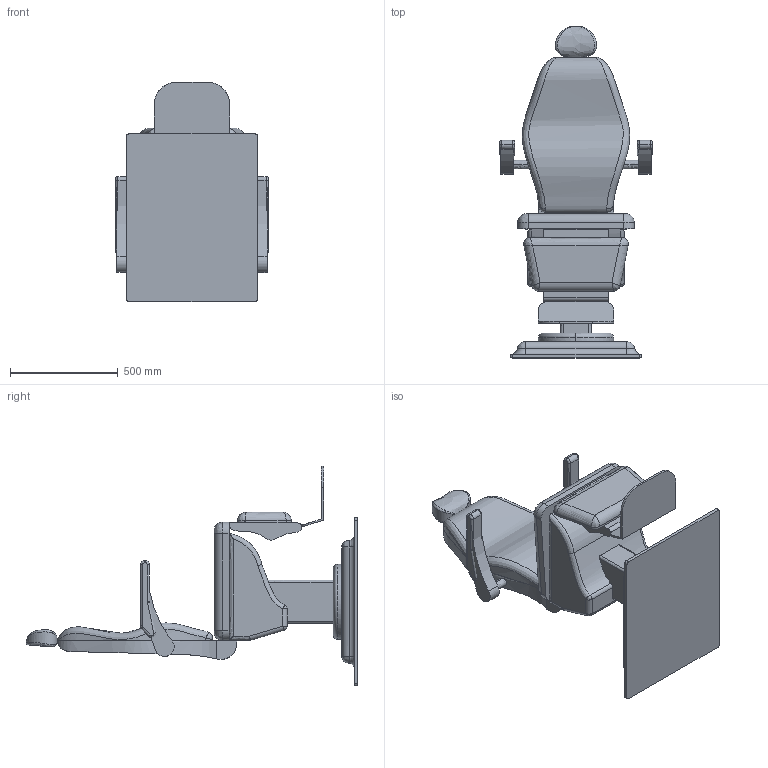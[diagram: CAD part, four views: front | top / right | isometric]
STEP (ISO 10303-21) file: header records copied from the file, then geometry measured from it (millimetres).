
FILE_DESCRIPTION(('FreeCAD Model'),'2;1');
FILE_NAME('Open CASCADE Shape Model','2025-04-29T12:05:58',('FreeCAD'),( 'FreeCAD'),'Open CASCADE STEP processor 7.6','FreeCAD','Unknown');
FILE_SCHEMA(('AUTOMOTIVE_DESIGN { 1 0 10303 214 1 1 1 1 }'));
Length unit declared in the file: millimetre
Products named in the file (1): Open CASCADE STEP translator 7.6 1
Bounding box: 708.83 x 1542.39 x 1018.33 mm (x, y, z)
Volume: 150378179.4 mm3; surface area: 5308533.1 mm2
Topology: 10 solids, 10 shells, 243 faces, 558 edges, 328 vertices
Faces by surface type: bspline 243
Entity records: 19322 total; most frequent: CARTESIAN_POINT 16192, ORIENTED_EDGE 1088, EDGE_CURVE 544, VERTEX_POINT 328, B_SPLINE_CURVE_WITH_KNOTS 310, FACE_BOUND 250, EDGE_LOOP 250, ADVANCED_FACE 243
